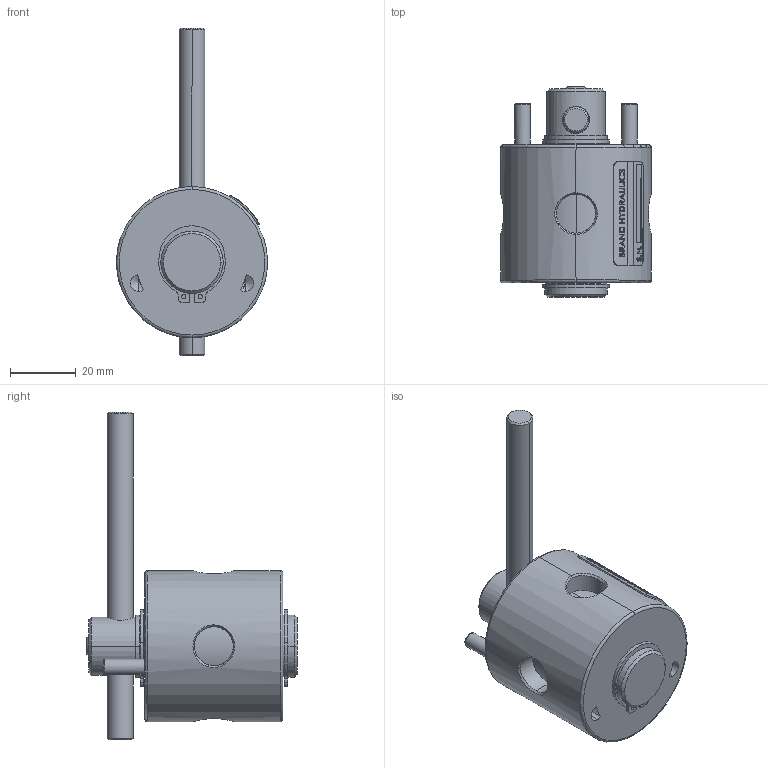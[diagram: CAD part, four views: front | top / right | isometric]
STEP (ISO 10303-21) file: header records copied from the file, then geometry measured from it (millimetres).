
FILE_DESCRIPTION (( 'STEP AP203' ), '1' );
FILE_NAME ('HPV4 GENERIC VALVE.STEP', '2013-08-02T19:07:04', ( 'branduser' ), ( '' ), 'SwSTEP 2.0', 'SolidWorks 2013', '' );
FILE_SCHEMA (( 'CONFIG_CONTROL_DESIGN' ));
Length unit declared in the file: inch
Products named in the file (1): HPV4 GENERIC VALVE
Bounding box: 46.04 x 64.08 x 100 mm (x, y, z)
Volume: 76745.8 mm3; surface area: 17551.8 mm2
Topology: 7 solids, 7 shells, 487 faces, 1255 edges, 816 vertices
Faces by surface type: bspline 232, plane 127, cylinder 96, cone 28, torus 4
Entity records: 28050 total; most frequent: CARTESIAN_POINT 17985, ORIENTED_EDGE 2490, DIRECTION 1270, EDGE_CURVE 1245, VERTEX_POINT 816, B_SPLINE_CURVE_WITH_KNOTS 649, EDGE_LOOP 545, ADVANCED_FACE 487
